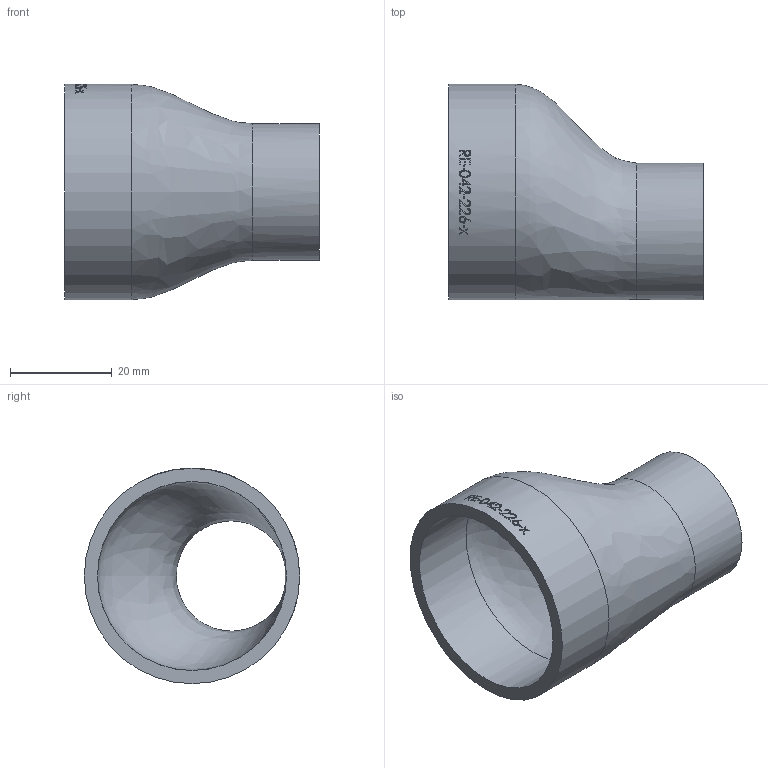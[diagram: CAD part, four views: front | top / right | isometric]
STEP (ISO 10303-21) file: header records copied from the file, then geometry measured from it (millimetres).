
FILE_DESCRIPTION (( 'STEP AP214' ), '1' );
FILE_NAME ('RE-042-226-x Reduzierung Exzenter 42,4x26,9x2,6x2,3 BL50 2101.STEP', '2021-01-05T10:48:58', ( '' ), ( '' ), 'SwSTEP 2.0', 'SolidWorks 2019', '' );
FILE_SCHEMA (( 'AUTOMOTIVE_DESIGN' ));
Length unit declared in the file: millimetre
Products named in the file (1): RE-042-226-x Reduzierung Exzenter 42,4x26,9x2,6x2,3 BL50 2101
Bounding box: 50 x 42.4 x 42.4 mm (x, y, z)
Volume: 13537.6 mm3; surface area: 10979.6 mm2
Topology: 1 solids, 1 shells, 148 faces, 393 edges, 262 vertices
Faces by surface type: bspline 65, plane 61, cylinder 21, cone 1
Full cylindrical faces by diameter (mm): 26.9 x1, 37.2 x1, 42.4 x1
Entity records: 13059 total; most frequent: CARTESIAN_POINT 8510, ORIENTED_EDGE 748, DIRECTION 408, EDGE_CURVE 374, VERTEX_POINT 252, B_SPLINE_CURVE_WITH_KNOTS 207, EDGE_LOOP 170, AXIS2_PLACEMENT_3D 159
